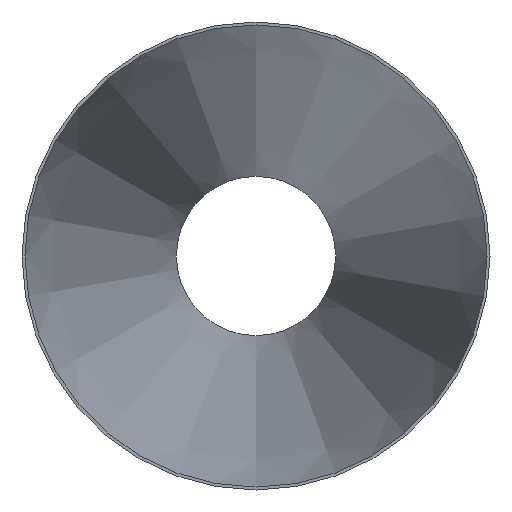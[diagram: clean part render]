
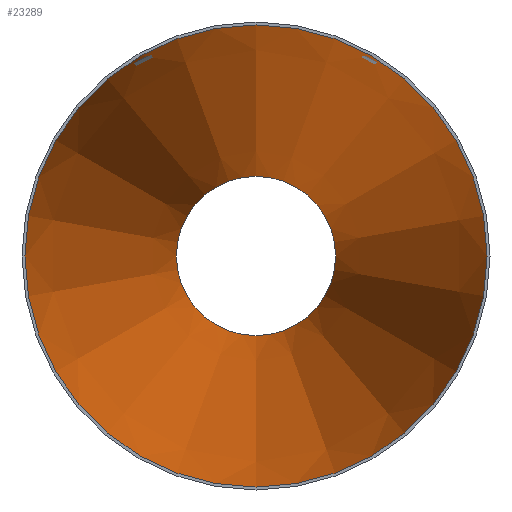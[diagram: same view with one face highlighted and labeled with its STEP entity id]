
A CAD part, front view. The second image highlights one B-rep face of the part: STEP entity #23289.
In plain terms, the highlighted conical face has half-angle 9.459 degrees and reference radius 159.922 mm.
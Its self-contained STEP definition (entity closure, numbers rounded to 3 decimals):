
#408 = AXIS2_PLACEMENT_3D ( 'NONE', #6115, #3704, #21531 ) ;
#1262 = DIRECTION ( 'NONE',  ( 0., 0., -1. ) ) ;
#3704 = DIRECTION ( 'NONE',  ( 0., -1., 0. ) ) ;
#3707 = ORIENTED_EDGE ( 'NONE', *, *, #18863, .T. ) ;
#3747 = VERTEX_POINT ( 'NONE', #15637 ) ;
#4785 = EDGE_LOOP ( 'NONE', ( #3707 ) ) ;
#6115 = CARTESIAN_POINT ( 'NONE',  ( 0., 629., 0. ) ) ;
#7236 = EDGE_LOOP ( 'NONE', ( #22066 ) ) ;
#7791 = CARTESIAN_POINT ( 'NONE',  ( 0., 0., 0. ) ) ;
#8170 = CIRCLE ( 'NONE', #22228, 159.922 ) ;
#8215 = CIRCLE ( 'NONE', #408, 55.122 ) ;
#9407 = CARTESIAN_POINT ( 'NONE',  ( 0., 629., -55.122 ) ) ;
#11307 = DIRECTION ( 'NONE',  ( 0., -1., 0. ) ) ;
#12644 = AXIS2_PLACEMENT_3D ( 'NONE', #7791, #11307, #19471 ) ;
#13381 = FACE_OUTER_BOUND ( 'NONE', #4785, .T. ) ;
#13691 = VERTEX_POINT ( 'NONE', #9407 ) ;
#14823 = DIRECTION ( 'NONE',  ( 0., -1., 0. ) ) ;
#15637 = CARTESIAN_POINT ( 'NONE',  ( 0., 0., -159.922 ) ) ;
#18863 = EDGE_CURVE ( 'NONE', #3747, #3747, #8170, .T. ) ;
#19471 = DIRECTION ( 'NONE',  ( 0., 0., -1. ) ) ;
#21531 = DIRECTION ( 'NONE',  ( 0., 0., -1. ) ) ;
#22066 = ORIENTED_EDGE ( 'NONE', *, *, #23743, .F. ) ;
#22228 = AXIS2_PLACEMENT_3D ( 'NONE', #25255, #14823, #1262 ) ;
#23289 = ADVANCED_FACE ( 'NONE', ( #25248, #13381 ), #23786, .F. ) ;
#23743 = EDGE_CURVE ( 'NONE', #13691, #13691, #8215, .T. ) ;
#23786 = CONICAL_SURFACE ( 'NONE', #12644, 159.922, 0.165 ) ;
#25248 = FACE_BOUND ( 'NONE', #7236, .T. ) ;
#25255 = CARTESIAN_POINT ( 'NONE',  ( 0., 0., 0. ) ) ;
